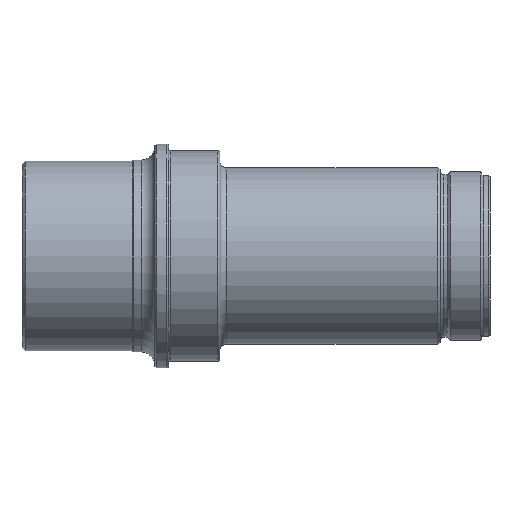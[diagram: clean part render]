
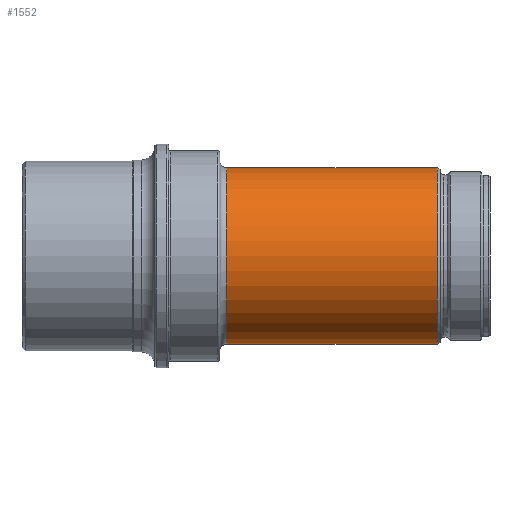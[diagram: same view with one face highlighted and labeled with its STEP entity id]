
A CAD part, front view. The second image highlights one B-rep face of the part: STEP entity #1552.
In plain terms, the highlighted cylindrical face has radius 41.262 mm (diameter 82.525 mm), a partial arc.
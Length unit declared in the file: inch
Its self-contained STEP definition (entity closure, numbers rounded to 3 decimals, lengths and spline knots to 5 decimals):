
#64 = AXIS2_PLACEMENT_3D ( 'NONE', #2366, #1206, #1439 ) ;
#248 = DIRECTION ( 'NONE',  ( 0., 0., -1. ) ) ;
#255 = CARTESIAN_POINT ( 'NONE',  ( -0.96881, 0., -1.6245 ) ) ;
#329 = FACE_OUTER_BOUND ( 'NONE', #1425, .T. ) ;
#414 = AXIS2_PLACEMENT_3D ( 'NONE', #2735, #2982, #1350 ) ;
#421 = CIRCLE ( 'NONE', #64, 1.6245 ) ;
#516 = VERTEX_POINT ( 'NONE', #2474 ) ;
#755 = EDGE_CURVE ( 'NONE', #2781, #1193, #2796, .T. ) ;
#843 = LINE ( 'NONE', #988, #1230 ) ;
#988 = CARTESIAN_POINT ( 'NONE',  ( 0., 0., 1.6245 ) ) ;
#1020 = EDGE_CURVE ( 'NONE', #2462, #2781, #2473, .T. ) ;
#1129 = CYLINDRICAL_SURFACE ( 'NONE', #1271, 1.6245 ) ;
#1193 = VERTEX_POINT ( 'NONE', #255 ) ;
#1206 = DIRECTION ( 'NONE',  ( 1., 0., 0. ) ) ;
#1208 = DIRECTION ( 'NONE',  ( 1., 0., 0. ) ) ;
#1224 = CARTESIAN_POINT ( 'NONE',  ( 0., 0., -1.6245 ) ) ;
#1230 = VECTOR ( 'NONE', #1954, 39.37008 ) ;
#1246 = ORIENTED_EDGE ( 'NONE', *, *, #2676, .F. ) ;
#1247 = EDGE_CURVE ( 'NONE', #2462, #516, #843, .T. ) ;
#1266 = VECTOR ( 'NONE', #2603, 39.37008 ) ;
#1271 = AXIS2_PLACEMENT_3D ( 'NONE', #2368, #1208, #248 ) ;
#1350 = DIRECTION ( 'NONE',  ( 0., 0., -1. ) ) ;
#1425 = EDGE_LOOP ( 'NONE', ( #2679, #2286, #2304, #1246 ) ) ;
#1439 = DIRECTION ( 'NONE',  ( 0., 0., -1. ) ) ;
#1552 = ADVANCED_FACE ( 'NONE', ( #329 ), #1129, .T. ) ;
#1954 = DIRECTION ( 'NONE',  ( 1., 0., 0. ) ) ;
#2186 = CARTESIAN_POINT ( 'NONE',  ( -4.8558, 0., -1.6245 ) ) ;
#2286 = ORIENTED_EDGE ( 'NONE', *, *, #1020, .T. ) ;
#2304 = ORIENTED_EDGE ( 'NONE', *, *, #755, .T. ) ;
#2366 = CARTESIAN_POINT ( 'NONE',  ( -0.96881, 0., 0. ) ) ;
#2368 = CARTESIAN_POINT ( 'NONE',  ( 0., 0., 0. ) ) ;
#2462 = VERTEX_POINT ( 'NONE', #2495 ) ;
#2473 = CIRCLE ( 'NONE', #414, 1.6245 ) ;
#2474 = CARTESIAN_POINT ( 'NONE',  ( -0.96881, 0., 1.6245 ) ) ;
#2495 = CARTESIAN_POINT ( 'NONE',  ( -4.8558, 0., 1.6245 ) ) ;
#2603 = DIRECTION ( 'NONE',  ( 1., 0., 0. ) ) ;
#2676 = EDGE_CURVE ( 'NONE', #516, #1193, #421, .T. ) ;
#2679 = ORIENTED_EDGE ( 'NONE', *, *, #1247, .F. ) ;
#2735 = CARTESIAN_POINT ( 'NONE',  ( -4.8558, 0., 0. ) ) ;
#2781 = VERTEX_POINT ( 'NONE', #2186 ) ;
#2796 = LINE ( 'NONE', #1224, #1266 ) ;
#2982 = DIRECTION ( 'NONE',  ( 1., 0., 0. ) ) ;
